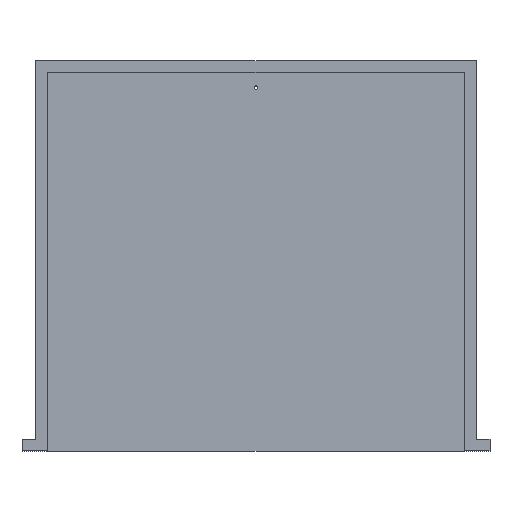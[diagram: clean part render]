
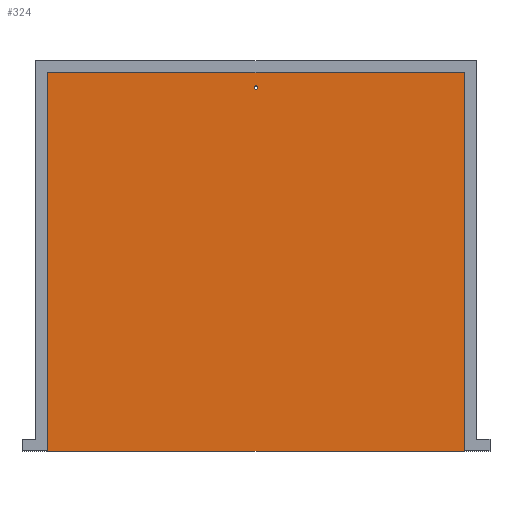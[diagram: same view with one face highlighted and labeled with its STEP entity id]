
A CAD part, top view. The second image highlights one B-rep face of the part: STEP entity #324.
In plain terms, the highlighted planar face has unit normal (0, 0, 1).
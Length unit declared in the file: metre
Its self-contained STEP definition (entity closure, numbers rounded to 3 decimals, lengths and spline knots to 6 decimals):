
#20=CIRCLE('',#360,0.00125);
#74=ORIENTED_EDGE('',*,*,#141,.F.);
#75=ORIENTED_EDGE('',*,*,#139,.F.);
#76=ORIENTED_EDGE('',*,*,#113,.T.);
#77=ORIENTED_EDGE('',*,*,#140,.T.);
#78=ORIENTED_EDGE('',*,*,#131,.F.);
#113=EDGE_CURVE('',#156,#155,#183,.T.);
#131=EDGE_CURVE('',#170,#171,#198,.T.);
#139=EDGE_CURVE('',#156,#170,#206,.T.);
#140=EDGE_CURVE('',#155,#171,#207,.T.);
#141=EDGE_CURVE('',#174,#174,#20,.T.);
#155=VERTEX_POINT('',#471);
#156=VERTEX_POINT('',#473);
#170=VERTEX_POINT('',#508);
#171=VERTEX_POINT('',#510);
#174=VERTEX_POINT('',#527);
#183=LINE('',#472,#219);
#198=LINE('',#509,#234);
#206=LINE('',#522,#242);
#207=LINE('',#524,#243);
#219=VECTOR('',#384,1.);
#234=VECTOR('',#413,1.);
#242=VECTOR('',#425,1.);
#243=VECTOR('',#428,1.);
#263=EDGE_LOOP('',(#74));
#264=EDGE_LOOP('',(#75,#76,#77,#78));
#289=FACE_BOUND('',#263,.T.);
#290=FACE_BOUND('',#264,.T.);
#310=PLANE('',#359);
#324=ADVANCED_FACE('',(#289,#290),#310,.T.);
#359=AXIS2_PLACEMENT_3D('',#525,#429,#430);
#360=AXIS2_PLACEMENT_3D('',#526,#431,#432);
#384=DIRECTION('',(-1.,0.,0.));
#413=DIRECTION('',(-1.,0.,0.));
#425=DIRECTION('',(0.,-1.,0.));
#428=DIRECTION('',(0.,-1.,0.));
#429=DIRECTION('',(0.,0.,1.));
#430=DIRECTION('',(1.,0.,0.));
#431=DIRECTION('',(0.,0.,1.));
#432=DIRECTION('',(1.,0.,0.));
#471=CARTESIAN_POINT('',(-0.1496,0.1316,0.0084));
#472=CARTESIAN_POINT('',(0.,0.1316,0.0084));
#473=CARTESIAN_POINT('',(0.1496,0.1316,0.0084));
#508=CARTESIAN_POINT('',(0.1496,-0.14,0.0084));
#509=CARTESIAN_POINT('',(0.,-0.14,0.0084));
#510=CARTESIAN_POINT('',(-0.1496,-0.14,0.0084));
#522=CARTESIAN_POINT('',(0.1496,-0.0042,0.0084));
#524=CARTESIAN_POINT('',(-0.1496,-0.0042,0.0084));
#525=CARTESIAN_POINT('',(0.,0.,0.0084));
#526=CARTESIAN_POINT('',(0.,0.121,0.0084));
#527=CARTESIAN_POINT('',(0.00125,0.121,0.0084));
